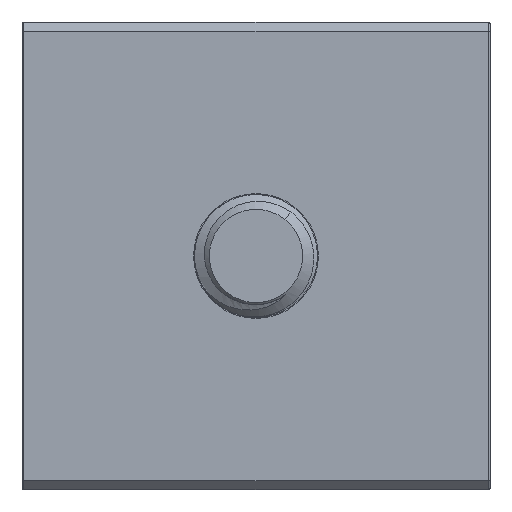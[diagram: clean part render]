
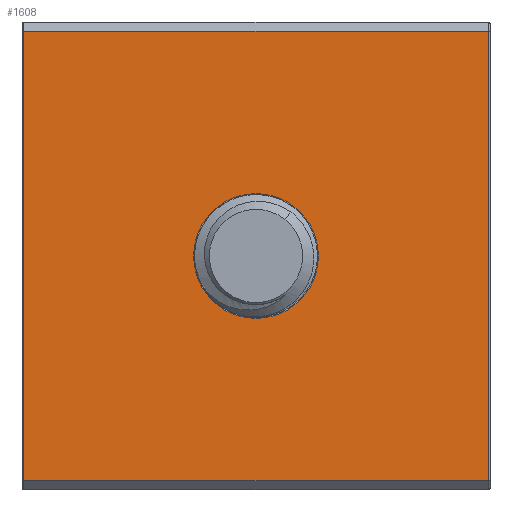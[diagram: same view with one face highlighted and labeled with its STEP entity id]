
A CAD part, front view. The second image highlights one B-rep face of the part: STEP entity #1608.
In plain terms, the highlighted planar face has unit normal (0, -1, 0).
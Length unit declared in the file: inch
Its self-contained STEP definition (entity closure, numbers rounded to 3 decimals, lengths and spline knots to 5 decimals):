
#97 = VERTEX_POINT ( 'NONE', #2048 ) ;
#168 = VERTEX_POINT ( 'NONE', #6218 ) ;
#266 = CARTESIAN_POINT ( 'NONE',  ( -0.3725, -0.2355, 0.36 ) ) ;
#337 = DIRECTION ( 'NONE',  ( 0., 0., 1. ) ) ;
#472 = LINE ( 'NONE', #3157, #4352 ) ;
#707 = ORIENTED_EDGE ( 'NONE', *, *, #3732, .T. ) ;
#1147 = DIRECTION ( 'NONE',  ( -1., 0., 0. ) ) ;
#1289 = ORIENTED_EDGE ( 'NONE', *, *, #1460, .F. ) ;
#1291 = CARTESIAN_POINT ( 'NONE',  ( 0.3725, -0.2355, 0.36 ) ) ;
#1309 = FACE_BOUND ( 'NONE', #3154, .T. ) ;
#1460 = EDGE_CURVE ( 'NONE', #168, #1794, #4269, .T. ) ;
#1608 = ADVANCED_FACE ( 'NONE', ( #1309, #5388 ), #1816, .F. ) ;
#1794 = VERTEX_POINT ( 'NONE', #2023 ) ;
#1816 = PLANE ( 'NONE',  #4223 ) ;
#1833 = CARTESIAN_POINT ( 'NONE',  ( -0.3725, -0.2355, 0.36 ) ) ;
#2023 = CARTESIAN_POINT ( 'NONE',  ( -0.3725, -0.2355, -0.36 ) ) ;
#2048 = CARTESIAN_POINT ( 'NONE',  ( 0., -0.2355, 0.1 ) ) ;
#2116 = CARTESIAN_POINT ( 'NONE',  ( 0., -0.2355, 0. ) ) ;
#2321 = DIRECTION ( 'NONE',  ( 0., 0., -1. ) ) ;
#2376 = CIRCLE ( 'NONE', #2589, 0.1 ) ;
#2589 = AXIS2_PLACEMENT_3D ( 'NONE', #2116, #3145, #4156 ) ;
#2712 = AXIS2_PLACEMENT_3D ( 'NONE', #3403, #4408, #6510 ) ;
#2782 = CARTESIAN_POINT ( 'NONE',  ( 0.375, -0.2355, -0.36 ) ) ;
#3059 = ORIENTED_EDGE ( 'NONE', *, *, #5473, .T. ) ;
#3145 = DIRECTION ( 'NONE',  ( 0., 1., 0. ) ) ;
#3154 = EDGE_LOOP ( 'NONE', ( #3059, #5228 ) ) ;
#3157 = CARTESIAN_POINT ( 'NONE',  ( 0.375, -0.2355, 0.36 ) ) ;
#3403 = CARTESIAN_POINT ( 'NONE',  ( 0., -0.2355, 0. ) ) ;
#3474 = CIRCLE ( 'NONE', #2712, 0.1 ) ;
#3732 = EDGE_CURVE ( 'NONE', #6449, #6558, #472, .T. ) ;
#3757 = EDGE_CURVE ( 'NONE', #168, #6449, #4100, .T. ) ;
#3826 = LINE ( 'NONE', #266, #4249 ) ;
#3932 = CARTESIAN_POINT ( 'NONE',  ( 0.375, -0.2355, 0.36 ) ) ;
#4100 = LINE ( 'NONE', #4681, #5866 ) ;
#4156 = DIRECTION ( 'NONE',  ( 0., 0., 1. ) ) ;
#4223 = AXIS2_PLACEMENT_3D ( 'NONE', #3932, #5425, #337 ) ;
#4249 = VECTOR ( 'NONE', #2321, 39.37008 ) ;
#4269 = LINE ( 'NONE', #2782, #4994 ) ;
#4352 = VECTOR ( 'NONE', #6669, 39.37008 ) ;
#4408 = DIRECTION ( 'NONE',  ( 0., 1., 0. ) ) ;
#4659 = EDGE_CURVE ( 'NONE', #6558, #1794, #3826, .T. ) ;
#4681 = CARTESIAN_POINT ( 'NONE',  ( 0.3725, -0.2355, 0.36 ) ) ;
#4822 = CARTESIAN_POINT ( 'NONE',  ( 0., -0.2355, -0.1 ) ) ;
#4994 = VECTOR ( 'NONE', #1147, 39.37008 ) ;
#5228 = ORIENTED_EDGE ( 'NONE', *, *, #6406, .T. ) ;
#5388 = FACE_OUTER_BOUND ( 'NONE', #6326, .T. ) ;
#5425 = DIRECTION ( 'NONE',  ( 0., 1., 0. ) ) ;
#5473 = EDGE_CURVE ( 'NONE', #97, #6538, #3474, .T. ) ;
#5514 = ORIENTED_EDGE ( 'NONE', *, *, #3757, .T. ) ;
#5694 = DIRECTION ( 'NONE',  ( 0., 0., 1. ) ) ;
#5866 = VECTOR ( 'NONE', #5694, 39.37008 ) ;
#6218 = CARTESIAN_POINT ( 'NONE',  ( 0.3725, -0.2355, -0.36 ) ) ;
#6326 = EDGE_LOOP ( 'NONE', ( #1289, #5514, #707, #6527 ) ) ;
#6406 = EDGE_CURVE ( 'NONE', #6538, #97, #2376, .T. ) ;
#6449 = VERTEX_POINT ( 'NONE', #1291 ) ;
#6510 = DIRECTION ( 'NONE',  ( 0., 0., 1. ) ) ;
#6527 = ORIENTED_EDGE ( 'NONE', *, *, #4659, .T. ) ;
#6538 = VERTEX_POINT ( 'NONE', #4822 ) ;
#6558 = VERTEX_POINT ( 'NONE', #1833 ) ;
#6669 = DIRECTION ( 'NONE',  ( -1., 0., 0. ) ) ;
